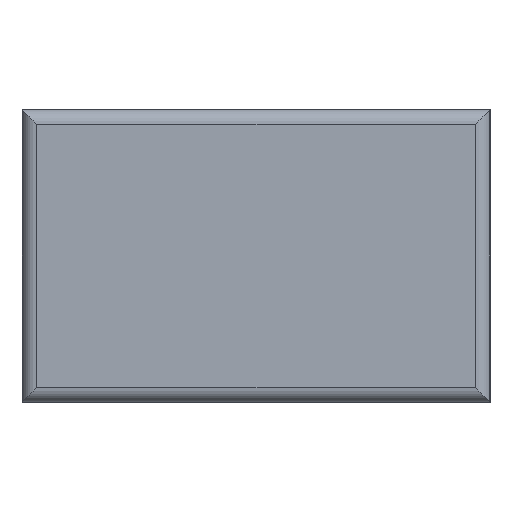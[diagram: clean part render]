
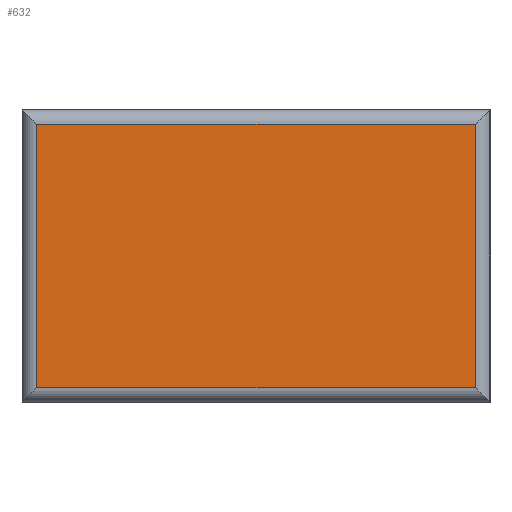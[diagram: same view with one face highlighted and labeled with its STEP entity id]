
A CAD part, left-side view. The second image highlights one B-rep face of the part: STEP entity #632.
In plain terms, the highlighted planar face has unit normal (-1, 0, 0).
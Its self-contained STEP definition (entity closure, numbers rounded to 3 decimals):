
#45=PLANE('',#698);
#77=FACE_OUTER_BOUND('',#113,.T.);
#113=EDGE_LOOP('',(#498,#499,#500,#501));
#160=LINE('',#996,#224);
#162=LINE('',#1004,#226);
#164=LINE('',#1010,#228);
#167=LINE('',#1016,#231);
#224=VECTOR('',#797,10.);
#226=VECTOR('',#805,10.);
#228=VECTOR('',#811,10.);
#231=VECTOR('',#818,10.);
#295=VERTEX_POINT('',#994);
#296=VERTEX_POINT('',#995);
#299=VERTEX_POINT('',#1003);
#301=VERTEX_POINT('',#1009);
#365=EDGE_CURVE('',#295,#296,#160,.T.);
#369=EDGE_CURVE('',#296,#299,#162,.T.);
#372=EDGE_CURVE('',#299,#301,#164,.T.);
#376=EDGE_CURVE('',#301,#295,#167,.T.);
#498=ORIENTED_EDGE('',*,*,#365,.F.);
#499=ORIENTED_EDGE('',*,*,#376,.F.);
#500=ORIENTED_EDGE('',*,*,#372,.F.);
#501=ORIENTED_EDGE('',*,*,#369,.F.);
#632=ADVANCED_FACE('',(#77),#45,.T.);
#698=AXIS2_PLACEMENT_3D('',#1065,#829,#830);
#797=DIRECTION('',(0.,0.,-1.));
#805=DIRECTION('',(0.,1.,0.));
#811=DIRECTION('',(0.,0.,1.));
#818=DIRECTION('',(0.,-1.,0.));
#829=DIRECTION('center_axis',(-1.,0.,0.));
#830=DIRECTION('ref_axis',(0.,0.,1.));
#994=CARTESIAN_POINT('',(-1.6,-0.75,1.05));
#995=CARTESIAN_POINT('',(-1.6,-0.75,0.15));
#996=CARTESIAN_POINT('',(-1.6,-0.75,0.85));
#1003=CARTESIAN_POINT('',(-1.6,0.75,0.15));
#1004=CARTESIAN_POINT('',(-1.6,-0.4,0.15));
#1009=CARTESIAN_POINT('',(-1.6,0.75,1.05));
#1010=CARTESIAN_POINT('',(-1.6,0.75,0.35));
#1016=CARTESIAN_POINT('',(-1.6,0.4,1.05));
#1065=CARTESIAN_POINT('Origin',(-1.6,0.,0.6));
